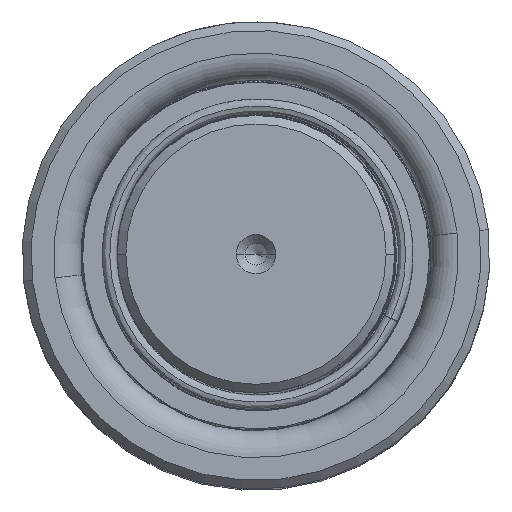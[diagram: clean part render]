
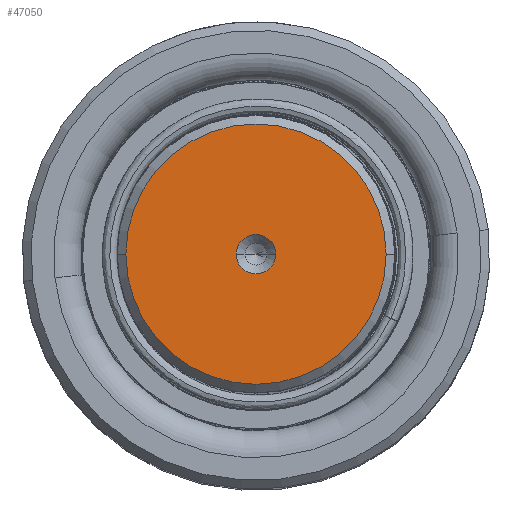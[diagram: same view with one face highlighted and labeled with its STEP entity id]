
A CAD part, top view. The second image highlights one B-rep face of the part: STEP entity #47050.
In plain terms, the highlighted planar face has unit normal (0, 0, 1).
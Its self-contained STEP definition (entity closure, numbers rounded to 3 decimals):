
#1755 = CARTESIAN_POINT ( 'NONE',  ( -2.7, 0., 200. ) ) ;
#1763 = CARTESIAN_POINT ( 'NONE',  ( 0., 0., 200. ) ) ;
#2060 = EDGE_CURVE ( 'NONE', #48099, #17486, #37570, .T. ) ;
#2199 = DIRECTION ( 'NONE',  ( 1., 0., 0. ) ) ;
#4576 = DIRECTION ( 'NONE',  ( 0., 0., 1. ) ) ;
#6400 = DIRECTION ( 'NONE',  ( 0., 0., 1. ) ) ;
#7453 = CIRCLE ( 'NONE', #22153, 2.7 ) ;
#10086 = EDGE_CURVE ( 'NONE', #31385, #31029, #7453, .T. ) ;
#10189 = AXIS2_PLACEMENT_3D ( 'NONE', #1763, #47393, #2199 ) ;
#10269 = FACE_OUTER_BOUND ( 'NONE', #20627, .T. ) ;
#10780 = ORIENTED_EDGE ( 'NONE', *, *, #35602, .F. ) ;
#10887 = AXIS2_PLACEMENT_3D ( 'NONE', #42156, #52271, #27154 ) ;
#12349 = ORIENTED_EDGE ( 'NONE', *, *, #20719, .T. ) ;
#14719 = DIRECTION ( 'NONE',  ( 1., 0., 0. ) ) ;
#16520 = DIRECTION ( 'NONE',  ( 1., 0., 0. ) ) ;
#17486 = VERTEX_POINT ( 'NONE', #28306 ) ;
#19047 = CIRCLE ( 'NONE', #10887, 2.7 ) ;
#20627 = EDGE_LOOP ( 'NONE', ( #12349, #45535 ) ) ;
#20719 = EDGE_CURVE ( 'NONE', #17486, #48099, #58353, .T. ) ;
#21112 = CARTESIAN_POINT ( 'NONE',  ( 2.7, 0., 200. ) ) ;
#22153 = AXIS2_PLACEMENT_3D ( 'NONE', #31341, #6400, #16520 ) ;
#25965 = CARTESIAN_POINT ( 'NONE',  ( 0., 0., 200. ) ) ;
#27154 = DIRECTION ( 'NONE',  ( 1., 0., 0. ) ) ;
#28306 = CARTESIAN_POINT ( 'NONE',  ( -17.814, 0., 200. ) ) ;
#29522 = CARTESIAN_POINT ( 'NONE',  ( 0., 0., 200. ) ) ;
#30787 = FACE_BOUND ( 'NONE', #46993, .T. ) ;
#31029 = VERTEX_POINT ( 'NONE', #1755 ) ;
#31341 = CARTESIAN_POINT ( 'NONE',  ( 0., 0., 200. ) ) ;
#31385 = VERTEX_POINT ( 'NONE', #21112 ) ;
#31996 = PLANE ( 'NONE',  #10189 ) ;
#35602 = EDGE_CURVE ( 'NONE', #31029, #31385, #19047, .T. ) ;
#37009 = ORIENTED_EDGE ( 'NONE', *, *, #10086, .F. ) ;
#37570 = CIRCLE ( 'NONE', #65076, 17.814 ) ;
#38419 = AXIS2_PLACEMENT_3D ( 'NONE', #29522, #4576, #14719 ) ;
#39466 = CARTESIAN_POINT ( 'NONE',  ( 17.814, 0., 200. ) ) ;
#42156 = CARTESIAN_POINT ( 'NONE',  ( 0., 0., 200. ) ) ;
#45535 = ORIENTED_EDGE ( 'NONE', *, *, #2060, .T. ) ;
#46993 = EDGE_LOOP ( 'NONE', ( #37009, #10780 ) ) ;
#47050 = ADVANCED_FACE ( 'NONE', ( #30787, #10269 ), #31996, .T. ) ;
#47393 = DIRECTION ( 'NONE',  ( 0., 0., 1. ) ) ;
#48099 = VERTEX_POINT ( 'NONE', #39466 ) ;
#50201 = DIRECTION ( 'NONE',  ( 0., 0., 1. ) ) ;
#52271 = DIRECTION ( 'NONE',  ( 0., 0., 1. ) ) ;
#55465 = DIRECTION ( 'NONE',  ( 1., 0., 0. ) ) ;
#58353 = CIRCLE ( 'NONE', #38419, 17.814 ) ;
#65076 = AXIS2_PLACEMENT_3D ( 'NONE', #25965, #50201, #55465 ) ;
